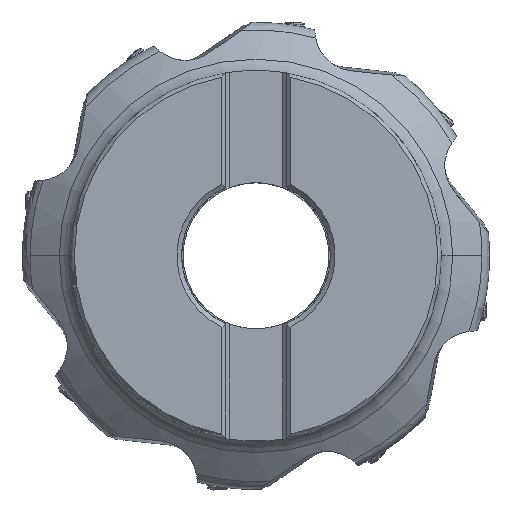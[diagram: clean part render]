
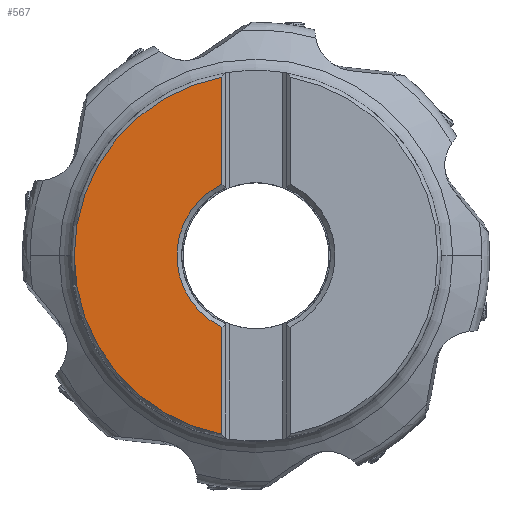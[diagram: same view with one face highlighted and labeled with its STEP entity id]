
A CAD part, top view. The second image highlights one B-rep face of the part: STEP entity #567.
In plain terms, the highlighted planar face has unit normal (0, 0, 1).
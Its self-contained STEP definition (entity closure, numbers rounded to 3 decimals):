
#334=PLANE('',#13023);
#567=ADVANCED_FACE('',(#1559),#334,.T.);
#1559=FACE_OUTER_BOUND('',#2237,.T.);
#2237=EDGE_LOOP('',(#4797,#4798,#4799,#4800,#4801));
#3560=LINE('',#18236,#4166);
#3561=LINE('',#18240,#4167);
#4166=VECTOR('',#14594,1.);
#4167=VECTOR('',#14597,1.);
#4797=ORIENTED_EDGE('',*,*,#10091,.F.);
#4798=ORIENTED_EDGE('',*,*,#10092,.F.);
#4799=ORIENTED_EDGE('',*,*,#10093,.F.);
#4800=ORIENTED_EDGE('',*,*,#10090,.F.);
#4801=ORIENTED_EDGE('',*,*,#10089,.F.);
#8758=VERTEX_POINT('',#18205);
#8761=VERTEX_POINT('',#18231);
#8762=VERTEX_POINT('',#18233);
#8763=VERTEX_POINT('',#18237);
#8764=VERTEX_POINT('',#18239);
#10089=EDGE_CURVE('',#8761,#8762,#12062,.T.);
#10090=EDGE_CURVE('',#8762,#8758,#12063,.T.);
#10091=EDGE_CURVE('',#8763,#8761,#3560,.T.);
#10092=EDGE_CURVE('',#8764,#8763,#12064,.T.);
#10093=EDGE_CURVE('',#8758,#8764,#3561,.T.);
#12062=CIRCLE('',#13019,47.439);
#12063=CIRCLE('',#13020,47.439);
#12064=CIRCLE('',#13022,20.65);
#13019=AXIS2_PLACEMENT_3D('',#18232,#14588,#14589);
#13020=AXIS2_PLACEMENT_3D('',#18234,#14590,#14591);
#13022=AXIS2_PLACEMENT_3D('',#18238,#14595,#14596);
#13023=AXIS2_PLACEMENT_3D('',#18241,#14598,#14599);
#14588=DIRECTION('',(0.,0.,-1.));
#14589=DIRECTION('',(-0.188,-0.982,0.));
#14590=DIRECTION('',(0.,0.,-1.));
#14591=DIRECTION('',(-1.,0.,0.));
#14594=DIRECTION('',(0.,-1.,0.));
#14595=DIRECTION('',(0.,0.,1.));
#14596=DIRECTION('',(-0.433,0.901,0.));
#14597=DIRECTION('',(0.,-1.,0.));
#14598=DIRECTION('',(0.,0.,1.));
#14599=DIRECTION('',(0.,-1.,0.));
#18205=CARTESIAN_POINT('',(-8.937,46.589,0.));
#18231=CARTESIAN_POINT('',(-8.937,-46.589,0.));
#18232=CARTESIAN_POINT('',(0.,0.,0.));
#18233=CARTESIAN_POINT('',(-47.439,0.021,0.));
#18234=CARTESIAN_POINT('',(0.,0.,0.));
#18236=CARTESIAN_POINT('',(-8.937,-18.616,0.));
#18237=CARTESIAN_POINT('',(-8.938,-18.616,0.));
#18238=CARTESIAN_POINT('',(0.,0.,0.));
#18239=CARTESIAN_POINT('',(-8.938,18.616,0.));
#18240=CARTESIAN_POINT('',(-8.938,46.589,0.));
#18241=CARTESIAN_POINT('',(-28.188,0.,0.));
